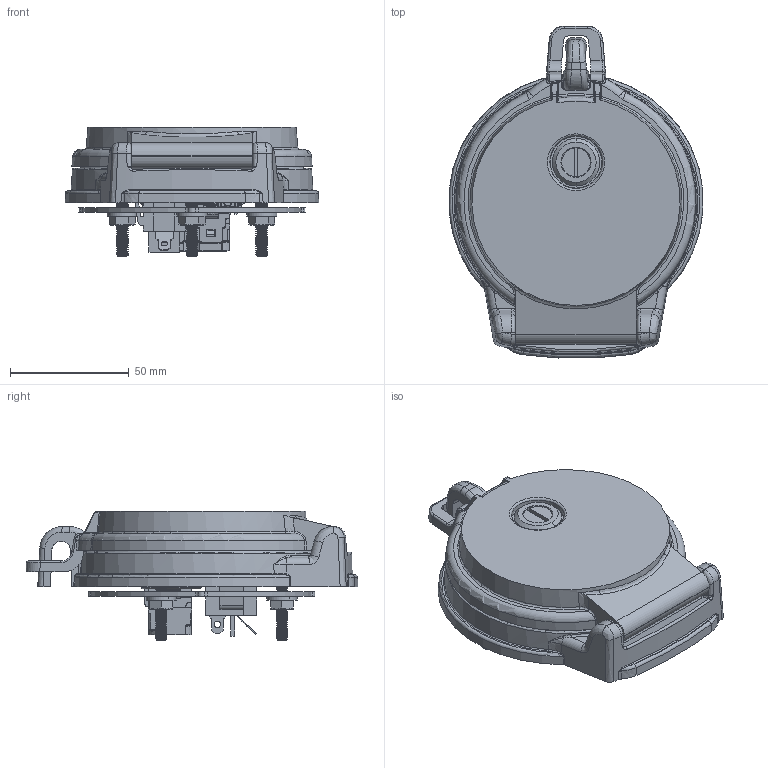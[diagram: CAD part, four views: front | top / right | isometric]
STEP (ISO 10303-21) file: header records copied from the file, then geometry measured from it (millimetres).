
FILE_DESCRIPTION(/* description */ (''),/* implementation_level */ '2;1');
FILE_NAME(/* name */ 'DAP3BC-S0-55.stp',/* time_stamp */ '2019-05-08T08:07:08-05:00',/* author */ (''),/* organization */ (''),/* preprocessor_version */ 'ST-DEVELOPER v16',/* originating_system */ 'SIEMENS PLM Software NX 11.0',/* authorisation */ '');
FILE_SCHEMA (('AP203_CONFIGURATION_CONTROLLED_3D_DESIGN_OF_MECHANICAL_PARTS_AND_ASSEMBLIES_MIM_LF { 1 0 10303 403 2 1 2}'));
Products named in the file (1): djsl2EFC777F6s7h
Bounding box: 106.8 x 139.67 x 54.28 mm (x, y, z)
Volume: 307077.4 mm3; surface area: 74271.7 mm2
Topology: 6 solids, 12 shells, 2805 faces, 7760 edges, 4921 vertices
Faces by surface type: plane 1338, cylinder 978, bspline 313, cone 100, torus 52, sphere 24
Full cylindrical faces by diameter (mm): 2.794 x3, 5.22 x3
Entity records: 111870 total; most frequent: CARTESIAN_POINT 42837, ORIENTED_EDGE 15412, DIRECTION 13461, EDGE_CURVE 7706, VERTEX_POINT 4917, LINE 4699, VECTOR 4699, AXIS2_PLACEMENT_3D 4381
